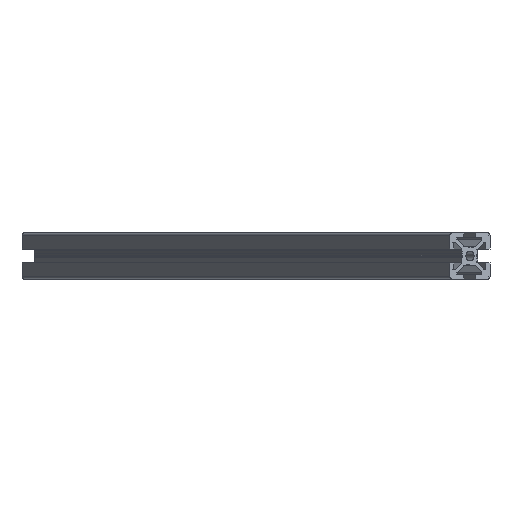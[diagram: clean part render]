
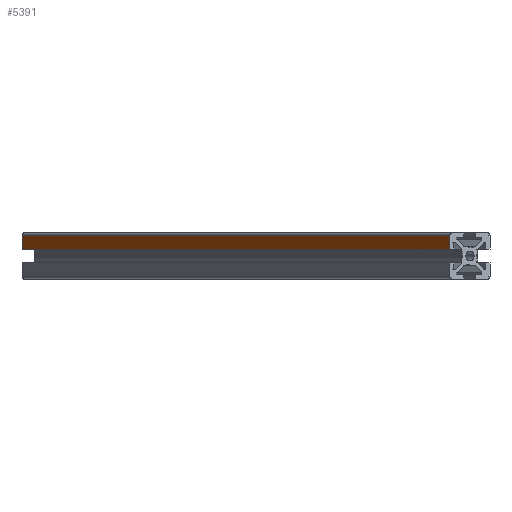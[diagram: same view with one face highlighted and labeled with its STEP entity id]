
A CAD part, left-side view. The second image highlights one B-rep face of the part: STEP entity #5391.
In plain terms, the highlighted face is planar.
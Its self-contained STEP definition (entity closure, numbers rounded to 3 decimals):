
#43 = PLANE('',#44);
#44 = AXIS2_PLACEMENT_3D('',#45,#46,#47);
#45 = CARTESIAN_POINT('',(-3.5,0.654,-370.));
#46 = DIRECTION('',(0.,0.,1.));
#47 = DIRECTION('',(1.,0.,-0.));
#669 = VERTEX_POINT('',#670);
#670 = CARTESIAN_POINT('',(10.,9.,-370.));
#685 = CYLINDRICAL_SURFACE('',#686,1.);
#686 = AXIS2_PLACEMENT_3D('',#687,#688,#689);
#687 = CARTESIAN_POINT('',(9.,9.,-370.));
#688 = DIRECTION('',(-0.,-0.,-1.));
#689 = DIRECTION('',(1.,0.,-0.));
#719 = EDGE_CURVE('',#720,#669,#722,.T.);
#720 = VERTEX_POINT('',#721);
#721 = CARTESIAN_POINT('',(10.,3.,-370.));
#722 = SURFACE_CURVE('',#723,(#727,#734),.PCURVE_S1.);
#723 = LINE('',#724,#725);
#724 = CARTESIAN_POINT('',(10.,3.,-370.));
#725 = VECTOR('',#726,1.);
#726 = DIRECTION('',(0.,1.,0.));
#727 = PCURVE('',#43,#728);
#728 = DEFINITIONAL_REPRESENTATION('',(#729),#733);
#729 = LINE('',#730,#731);
#730 = CARTESIAN_POINT('',(13.5,2.346));
#731 = VECTOR('',#732,1.);
#732 = DIRECTION('',(0.,1.));
#733 = ( GEOMETRIC_REPRESENTATION_CONTEXT(2) 
PARAMETRIC_REPRESENTATION_CONTEXT() REPRESENTATION_CONTEXT('2D SPACE',''
  ) );
#734 = PCURVE('',#735,#740);
#735 = PLANE('',#736);
#736 = AXIS2_PLACEMENT_3D('',#737,#738,#739);
#737 = CARTESIAN_POINT('',(10.,3.,-370.));
#738 = DIRECTION('',(1.,0.,0.));
#739 = DIRECTION('',(0.,0.,-1.));
#740 = DEFINITIONAL_REPRESENTATION('',(#741),#745);
#741 = LINE('',#742,#743);
#742 = CARTESIAN_POINT('',(0.,0.));
#743 = VECTOR('',#744,1.);
#744 = DIRECTION('',(0.,1.));
#745 = ( GEOMETRIC_REPRESENTATION_CONTEXT(2) 
PARAMETRIC_REPRESENTATION_CONTEXT() REPRESENTATION_CONTEXT('2D SPACE',''
  ) );
#763 = PLANE('',#764);
#764 = AXIS2_PLACEMENT_3D('',#765,#766,#767);
#765 = CARTESIAN_POINT('',(8.,3.,-370.));
#766 = DIRECTION('',(0.,-1.,0.));
#767 = DIRECTION('',(0.,0.,-1.));
#2519 = PLANE('',#2520);
#2520 = AXIS2_PLACEMENT_3D('',#2521,#2522,#2523);
#2521 = CARTESIAN_POINT('',(-3.5,0.654,0.));
#2522 = DIRECTION('',(0.,0.,1.));
#2523 = DIRECTION('',(1.,0.,-0.));
#4200 = VERTEX_POINT('',#4201);
#4201 = CARTESIAN_POINT('',(10.,3.,0.));
#4222 = EDGE_CURVE('',#4200,#4223,#4225,.T.);
#4223 = VERTEX_POINT('',#4224);
#4224 = CARTESIAN_POINT('',(10.,9.,0.));
#4225 = SURFACE_CURVE('',#4226,(#4230,#4237),.PCURVE_S1.);
#4226 = LINE('',#4227,#4228);
#4227 = CARTESIAN_POINT('',(10.,3.,0.));
#4228 = VECTOR('',#4229,1.);
#4229 = DIRECTION('',(0.,1.,0.));
#4230 = PCURVE('',#2519,#4231);
#4231 = DEFINITIONAL_REPRESENTATION('',(#4232),#4236);
#4232 = LINE('',#4233,#4234);
#4233 = CARTESIAN_POINT('',(13.5,2.346));
#4234 = VECTOR('',#4235,1.);
#4235 = DIRECTION('',(0.,1.));
#4236 = ( GEOMETRIC_REPRESENTATION_CONTEXT(2) 
PARAMETRIC_REPRESENTATION_CONTEXT() REPRESENTATION_CONTEXT('2D SPACE',''
  ) );
#4237 = PCURVE('',#735,#4238);
#4238 = DEFINITIONAL_REPRESENTATION('',(#4239),#4243);
#4239 = LINE('',#4240,#4241);
#4240 = CARTESIAN_POINT('',(-370.,0.));
#4241 = VECTOR('',#4242,1.);
#4242 = DIRECTION('',(0.,1.));
#4243 = ( GEOMETRIC_REPRESENTATION_CONTEXT(2) 
PARAMETRIC_REPRESENTATION_CONTEXT() REPRESENTATION_CONTEXT('2D SPACE',''
  ) );
#5347 = EDGE_CURVE('',#669,#4223,#5348,.T.);
#5348 = SURFACE_CURVE('',#5349,(#5353,#5382),.PCURVE_S1.);
#5349 = LINE('',#5350,#5351);
#5350 = CARTESIAN_POINT('',(10.,9.,-370.));
#5351 = VECTOR('',#5352,1.);
#5352 = DIRECTION('',(0.,0.,1.));
#5353 = PCURVE('',#685,#5354);
#5354 = DEFINITIONAL_REPRESENTATION('',(#5355),#5381);
#5355 = B_SPLINE_CURVE_WITH_KNOTS('',3,(#5356,#5357,#5358,#5359,#5360,
    #5361,#5362,#5363,#5364,#5365,#5366,#5367,#5368,#5369,#5370,#5371,
    #5372,#5373,#5374,#5375,#5376,#5377,#5378,#5379,#5380),
  .UNSPECIFIED.,.F.,.F.,(4,1,1,1,1,1,1,1,1,1,1,1,1,1,1,1,1,1,1,1,1,1,4),
  (0.,16.818,33.636,50.455,67.273,
    84.091,100.909,117.727,134.545,
    151.364,168.182,185.,201.818,218.636
    ,235.455,252.273,269.091,285.909,
    302.727,319.545,336.364,353.182,370.
    ),.QUASI_UNIFORM_KNOTS.);
#5356 = CARTESIAN_POINT('',(6.283,0.));
#5357 = CARTESIAN_POINT('',(6.283,-5.606));
#5358 = CARTESIAN_POINT('',(6.283,-16.818));
#5359 = CARTESIAN_POINT('',(6.283,-33.636));
#5360 = CARTESIAN_POINT('',(6.283,-50.455));
#5361 = CARTESIAN_POINT('',(6.283,-67.273));
#5362 = CARTESIAN_POINT('',(6.283,-84.091));
#5363 = CARTESIAN_POINT('',(6.283,-100.909));
#5364 = CARTESIAN_POINT('',(6.283,-117.727));
#5365 = CARTESIAN_POINT('',(6.283,-134.545));
#5366 = CARTESIAN_POINT('',(6.283,-151.364));
#5367 = CARTESIAN_POINT('',(6.283,-168.182));
#5368 = CARTESIAN_POINT('',(6.283,-185.));
#5369 = CARTESIAN_POINT('',(6.283,-201.818));
#5370 = CARTESIAN_POINT('',(6.283,-218.636));
#5371 = CARTESIAN_POINT('',(6.283,-235.455));
#5372 = CARTESIAN_POINT('',(6.283,-252.273));
#5373 = CARTESIAN_POINT('',(6.283,-269.091));
#5374 = CARTESIAN_POINT('',(6.283,-285.909));
#5375 = CARTESIAN_POINT('',(6.283,-302.727));
#5376 = CARTESIAN_POINT('',(6.283,-319.545));
#5377 = CARTESIAN_POINT('',(6.283,-336.364));
#5378 = CARTESIAN_POINT('',(6.283,-353.182));
#5379 = CARTESIAN_POINT('',(6.283,-364.394));
#5380 = CARTESIAN_POINT('',(6.283,-370.));
#5381 = ( GEOMETRIC_REPRESENTATION_CONTEXT(2) 
PARAMETRIC_REPRESENTATION_CONTEXT() REPRESENTATION_CONTEXT('2D SPACE',''
  ) );
#5382 = PCURVE('',#735,#5383);
#5383 = DEFINITIONAL_REPRESENTATION('',(#5384),#5388);
#5384 = LINE('',#5385,#5386);
#5385 = CARTESIAN_POINT('',(0.,6.));
#5386 = VECTOR('',#5387,1.);
#5387 = DIRECTION('',(-1.,0.));
#5388 = ( GEOMETRIC_REPRESENTATION_CONTEXT(2) 
PARAMETRIC_REPRESENTATION_CONTEXT() REPRESENTATION_CONTEXT('2D SPACE',''
  ) );
#5391 = ADVANCED_FACE('',(#5392),#735,.T.);
#5392 = FACE_BOUND('',#5393,.T.);
#5393 = EDGE_LOOP('',(#5394,#5395,#5416,#5417));
#5394 = ORIENTED_EDGE('',*,*,#4222,.F.);
#5395 = ORIENTED_EDGE('',*,*,#5396,.F.);
#5396 = EDGE_CURVE('',#720,#4200,#5397,.T.);
#5397 = SURFACE_CURVE('',#5398,(#5402,#5409),.PCURVE_S1.);
#5398 = LINE('',#5399,#5400);
#5399 = CARTESIAN_POINT('',(10.,3.,-370.));
#5400 = VECTOR('',#5401,1.);
#5401 = DIRECTION('',(0.,0.,1.));
#5402 = PCURVE('',#735,#5403);
#5403 = DEFINITIONAL_REPRESENTATION('',(#5404),#5408);
#5404 = LINE('',#5405,#5406);
#5405 = CARTESIAN_POINT('',(0.,0.));
#5406 = VECTOR('',#5407,1.);
#5407 = DIRECTION('',(-1.,0.));
#5408 = ( GEOMETRIC_REPRESENTATION_CONTEXT(2) 
PARAMETRIC_REPRESENTATION_CONTEXT() REPRESENTATION_CONTEXT('2D SPACE',''
  ) );
#5409 = PCURVE('',#763,#5410);
#5410 = DEFINITIONAL_REPRESENTATION('',(#5411),#5415);
#5411 = LINE('',#5412,#5413);
#5412 = CARTESIAN_POINT('',(0.,2.));
#5413 = VECTOR('',#5414,1.);
#5414 = DIRECTION('',(-1.,0.));
#5415 = ( GEOMETRIC_REPRESENTATION_CONTEXT(2) 
PARAMETRIC_REPRESENTATION_CONTEXT() REPRESENTATION_CONTEXT('2D SPACE',''
  ) );
#5416 = ORIENTED_EDGE('',*,*,#719,.T.);
#5417 = ORIENTED_EDGE('',*,*,#5347,.T.);
